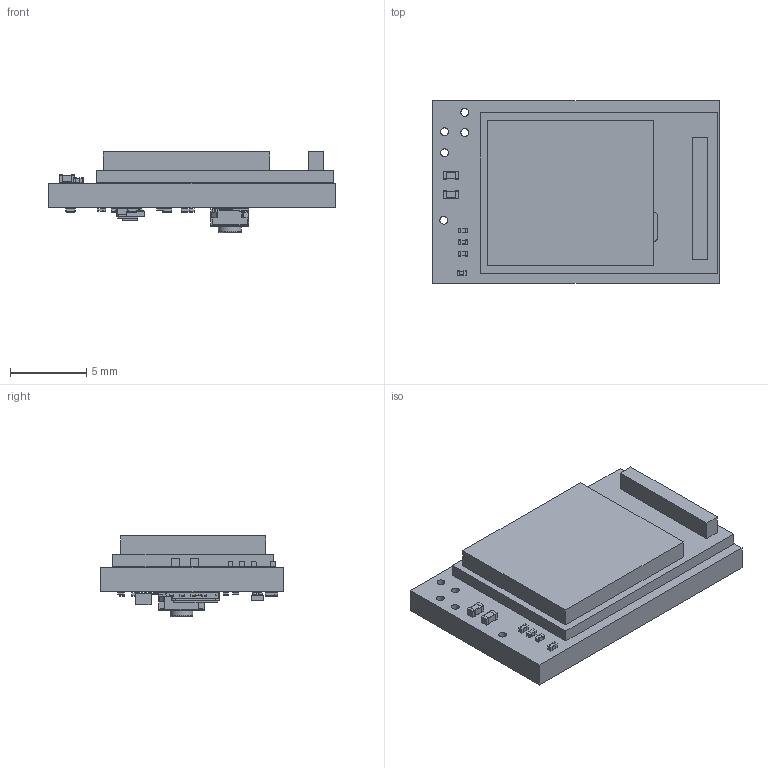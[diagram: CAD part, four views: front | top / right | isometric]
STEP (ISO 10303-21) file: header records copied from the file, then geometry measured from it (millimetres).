
FILE_DESCRIPTION(('KiCad electronic assembly'),'2;1');
FILE_NAME('Carvera3AxisWirelessProbeMk1.step','2024-04-19T19:25:43',( 'Pcbnew'),('Kicad'),'Open CASCADE STEP processor 7.7', 'KiCad to STEP converter','Unknown');
FILE_SCHEMA(('AUTOMOTIVE_DESIGN { 1 0 10303 214 1 1 1 1 }'));
Length unit declared in the file: millimetre
Products named in the file (24): Carvera3AxisWirelessProbeMk1 1; C_0201_0603Metric; C_0402_1005Metric; MDBT50Q 3D Drawing_20180620; MDBT50Q; LED_0201_0603Metric; R_0201_0603Metric; SW_SPST_B3U-1000P; BQ25100YFPT; TPS62088YFPR; C_01005_0402Metric; R_01005_0402Metric; Crystal_SMD_3225-4Pin_3.2x2.5mm; SON_BBQFMF3_WFS; part; Carvera3AxisWirelessProbeMk1 PCB
Assembly tree (40 placements, depth 3):
  Carvera3AxisWirelessProbeMk1 1
    C_0201_0603Metric  x4
      C_0201_0603Metric
    C_0402_1005Metric  x2
      C_0402_1005Metric
    MDBT50Q 3D Drawing_20180620
      MDBT50Q
    LED_0201_0603Metric
      LED_0201_0603Metric
    R_0201_0603Metric  x9
      R_0201_0603Metric
    SW_SPST_B3U-1000P
      SW_SPST_B3U-1000P
    BQ25100YFPT
      TPS62088YFPR
    C_01005_0402Metric  x2
      C_01005_0402Metric
    R_01005_0402Metric  x5
      R_01005_0402Metric
    Crystal_SMD_3225-4Pin_3.2x2.5mm
      Crystal_SMD_3225-4Pin_3.2x2.5mm
    SON_BBQFMF3_WFS
      part
    Carvera3AxisWirelessProbeMk1 PCB
Bounding box: 18.77 x 11.94 x 5.34 mm (x, y, z)
Volume: 631.8 mm3; surface area: 1098.6 mm2
Topology: 40 solids, 40 shells, 981 faces, 2502 edges, 1589 vertices
Faces by surface type: plane 580, cylinder 327, sphere 29, bspline 28, torus 17
Full cylindrical faces by diameter (mm): 0.05 x1, 0.508 x15, 1.5 x1
Entity records: 39630 total; most frequent: CARTESIAN_POINT 9871, DIRECTION 4876, LINE 2952, VECTOR 2952, ORIENTED_EDGE 2606, PCURVE 2606, DEFINITIONAL_REPRESENTATION 2606, EDGE_CURVE 1303
